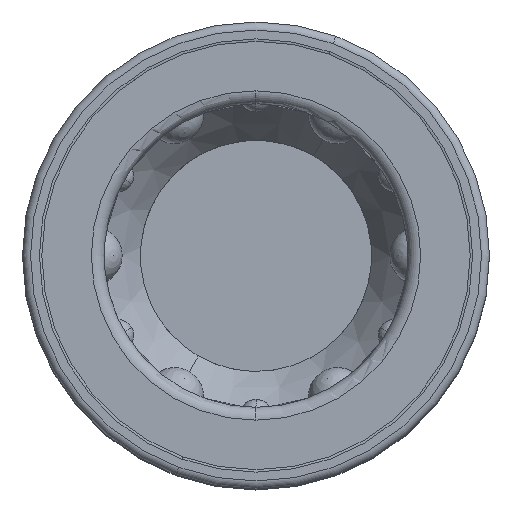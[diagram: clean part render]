
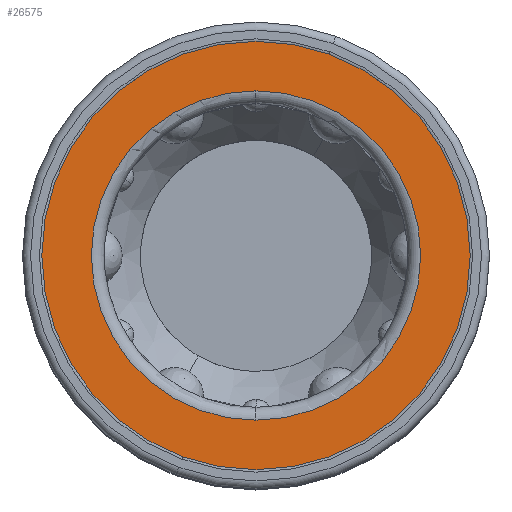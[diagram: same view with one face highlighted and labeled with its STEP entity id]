
A CAD part, top view. The second image highlights one B-rep face of the part: STEP entity #26575.
In plain terms, the highlighted planar face has unit normal (0, 0, 1).
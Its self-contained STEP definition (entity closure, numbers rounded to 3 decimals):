
#2434 = CARTESIAN_POINT ( 'NONE',  ( 0., -100., 82.8 ) ) ;
#3290 = EDGE_LOOP ( 'NONE', ( #13404, #4762 ) ) ;
#3321 = DIRECTION ( 'NONE',  ( 0., 1., 0. ) ) ;
#3368 = DIRECTION ( 'NONE',  ( 0., 0., -1. ) ) ;
#4762 = ORIENTED_EDGE ( 'NONE', *, *, #30222, .T. ) ;
#6403 = CIRCLE ( 'NONE', #36757, 13.3 ) ;
#7650 = AXIS2_PLACEMENT_3D ( 'NONE', #11715, #26116, #3321 ) ;
#7741 = FACE_BOUND ( 'NONE', #26745, .T. ) ;
#8339 = VERTEX_POINT ( 'NONE', #17410 ) ;
#9978 = CIRCLE ( 'NONE', #26096, 13.3 ) ;
#11715 = CARTESIAN_POINT ( 'NONE',  ( 0., -100., 82.8 ) ) ;
#12485 = ORIENTED_EDGE ( 'NONE', *, *, #24124, .T. ) ;
#13404 = ORIENTED_EDGE ( 'NONE', *, *, #29635, .T. ) ;
#13618 = CIRCLE ( 'NONE', #7650, 10.225 ) ;
#13901 = AXIS2_PLACEMENT_3D ( 'NONE', #14755, #3368, #31206 ) ;
#13909 = DIRECTION ( 'NONE',  ( 1., 0., 0. ) ) ;
#14633 = DIRECTION ( 'NONE',  ( 0., 0., 1. ) ) ;
#14755 = CARTESIAN_POINT ( 'NONE',  ( 0., -100., 82.8 ) ) ;
#17410 = CARTESIAN_POINT ( 'NONE',  ( 8.549, -110.188, 82.8 ) ) ;
#17691 = CARTESIAN_POINT ( 'NONE',  ( 0., -89.775, 82.8 ) ) ;
#19126 = PLANE ( 'NONE',  #35728 ) ;
#19439 = VERTEX_POINT ( 'NONE', #30340 ) ;
#20306 = CARTESIAN_POINT ( 'NONE',  ( 0., -110.225, 82.8 ) ) ;
#21137 = VERTEX_POINT ( 'NONE', #20306 ) ;
#24124 = EDGE_CURVE ( 'NONE', #21137, #30768, #27115, .T. ) ;
#24515 = EDGE_CURVE ( 'NONE', #30768, #21137, #13618, .T. ) ;
#26096 = AXIS2_PLACEMENT_3D ( 'NONE', #2434, #28362, #34343 ) ;
#26116 = DIRECTION ( 'NONE',  ( 0., 0., -1. ) ) ;
#26575 = ADVANCED_FACE ( 'NONE', ( #30529, #7741 ), #19126, .T. ) ;
#26745 = EDGE_LOOP ( 'NONE', ( #30325, #12485 ) ) ;
#27115 = CIRCLE ( 'NONE', #13901, 10.225 ) ;
#28362 = DIRECTION ( 'NONE',  ( 0., 0., 1. ) ) ;
#28995 = CARTESIAN_POINT ( 'NONE',  ( 0., -100., 82.8 ) ) ;
#29635 = EDGE_CURVE ( 'NONE', #19439, #8339, #9978, .T. ) ;
#30222 = EDGE_CURVE ( 'NONE', #8339, #19439, #6403, .T. ) ;
#30325 = ORIENTED_EDGE ( 'NONE', *, *, #24515, .T. ) ;
#30340 = CARTESIAN_POINT ( 'NONE',  ( -8.549, -89.812, 82.8 ) ) ;
#30529 = FACE_OUTER_BOUND ( 'NONE', #3290, .T. ) ;
#30721 = CARTESIAN_POINT ( 'NONE',  ( 0., -100., 82.8 ) ) ;
#30768 = VERTEX_POINT ( 'NONE', #17691 ) ;
#31206 = DIRECTION ( 'NONE',  ( 0., 1., 0. ) ) ;
#34343 = DIRECTION ( 'NONE',  ( 1., 0., 0. ) ) ;
#34797 = DIRECTION ( 'NONE',  ( 0.996, -0.087, 0. ) ) ;
#35728 = AXIS2_PLACEMENT_3D ( 'NONE', #28995, #14633, #34797 ) ;
#36757 = AXIS2_PLACEMENT_3D ( 'NONE', #30721, #36887, #13909 ) ;
#36887 = DIRECTION ( 'NONE',  ( 0., 0., 1. ) ) ;
